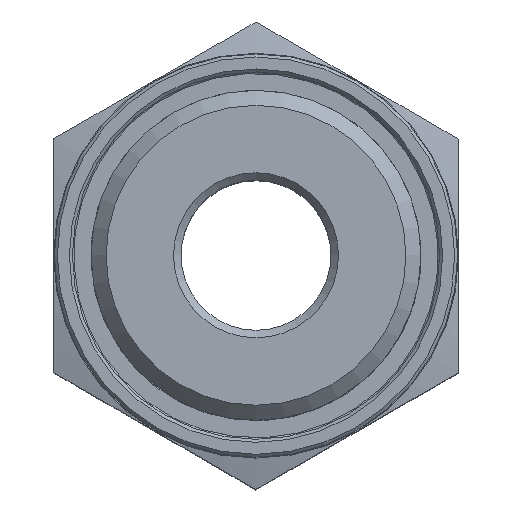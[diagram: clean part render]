
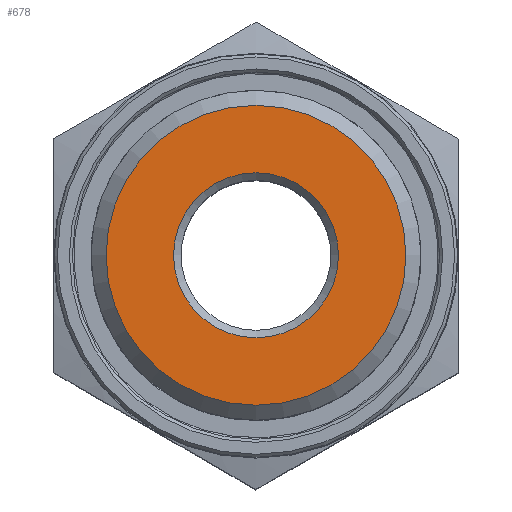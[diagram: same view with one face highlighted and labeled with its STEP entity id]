
A CAD part, top view. The second image highlights one B-rep face of the part: STEP entity #678.
In plain terms, the highlighted planar face has unit normal (0, 0, 1).
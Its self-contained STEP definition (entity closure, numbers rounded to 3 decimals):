
#635=CARTESIAN_POINT('',(5.5,0.,38.0));
#636=VERTEX_POINT('',#635);
#637=CARTESIAN_POINT('',(0.0,0.0,38.0));
#638=DIRECTION('',(0.0,0.0,1.0));
#639=DIRECTION('',(-1.0,0.0,0.0));
#640=AXIS2_PLACEMENT_3D('',#637,#638,#639);
#641=CIRCLE('',#640,5.5);
#642=EDGE_CURVE('',#636,#636,#641,.T.);
#659=CARTESIAN_POINT('',(0.,0.,38.0));
#660=DIRECTION('',(0.0,0.0,1.0));
#661=DIRECTION('',(1.0,0.0,0.0));
#662=AXIS2_PLACEMENT_3D('',#659,#660,#661);
#663=PLANE('',#662);
#664=CARTESIAN_POINT('',(10.0,0.,38.0));
#665=VERTEX_POINT('',#664);
#666=CARTESIAN_POINT('',(0.0,0.0,38.0));
#667=DIRECTION('',(0.0,0.0,-1.0));
#668=DIRECTION('',(-1.0,0.0,0.0));
#669=AXIS2_PLACEMENT_3D('',#666,#667,#668);
#670=CIRCLE('',#669,10.0);
#671=EDGE_CURVE('',#665,#665,#670,.T.);
#672=ORIENTED_EDGE('',*,*,#671,.F.);
#673=EDGE_LOOP('',(#672));
#674=FACE_OUTER_BOUND('',#673,.T.);
#675=ORIENTED_EDGE('',*,*,#642,.F.);
#676=EDGE_LOOP('',(#675));
#677=FACE_BOUND('',#676,.T.);
#678=ADVANCED_FACE('',(#674,#677),#663,.T.);
